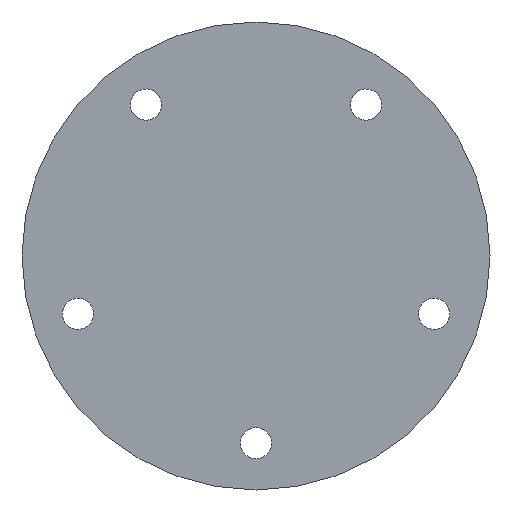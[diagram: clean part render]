
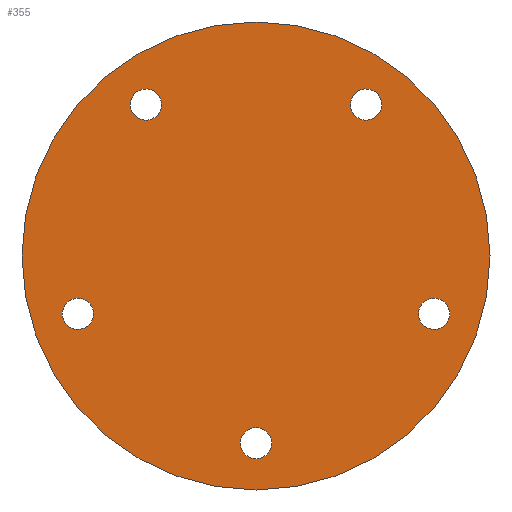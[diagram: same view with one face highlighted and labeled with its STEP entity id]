
A CAD part, left-side view. The second image highlights one B-rep face of the part: STEP entity #355.
In plain terms, the highlighted planar face has unit normal (-1, 0, 0).
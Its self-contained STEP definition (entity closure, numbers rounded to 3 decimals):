
#61=CARTESIAN_POINT('Vertex',(0.,-37.5,0.)) ;
#66=CARTESIAN_POINT('Axis2P3D Location',(0.,0.,0.)) ;
#70=CARTESIAN_POINT('Vertex',(0.,37.5,0.)) ;
#92=CARTESIAN_POINT('Axis2P3D Location',(0.,0.,0.)) ;
#118=CARTESIAN_POINT('Vertex',(0.,-2.5,-30.)) ;
#123=CARTESIAN_POINT('Axis2P3D Location',(0.,0.,-30.)) ;
#127=CARTESIAN_POINT('Vertex',(0.,2.5,-30.)) ;
#149=CARTESIAN_POINT('Axis2P3D Location',(0.,0.,-30.)) ;
#270=CARTESIAN_POINT('Axis2P3D Location',(0.,0.,0.)) ;
#279=CARTESIAN_POINT('Axis2P3D Location',(0.,28.532,-9.271)) ;
#283=CARTESIAN_POINT('Vertex',(0.,29.304,-6.893)) ;
#285=CARTESIAN_POINT('Vertex',(0.,27.759,-11.648)) ;
#288=CARTESIAN_POINT('Axis2P3D Location',(0.,28.532,-9.271)) ;
#301=CARTESIAN_POINT('Axis2P3D Location',(0.,17.634,24.271)) ;
#305=CARTESIAN_POINT('Vertex',(0.,15.611,25.74)) ;
#307=CARTESIAN_POINT('Vertex',(0.,19.656,22.801)) ;
#310=CARTESIAN_POINT('Axis2P3D Location',(0.,17.634,24.271)) ;
#319=CARTESIAN_POINT('Axis2P3D Location',(0.,-17.634,24.271)) ;
#323=CARTESIAN_POINT('Vertex',(0.,-19.656,22.801)) ;
#325=CARTESIAN_POINT('Vertex',(0.,-15.611,25.74)) ;
#328=CARTESIAN_POINT('Axis2P3D Location',(0.,-17.634,24.271)) ;
#337=CARTESIAN_POINT('Axis2P3D Location',(0.,-28.532,-9.271)) ;
#341=CARTESIAN_POINT('Vertex',(0.,-27.759,-11.648)) ;
#343=CARTESIAN_POINT('Vertex',(0.,-29.304,-6.893)) ;
#346=CARTESIAN_POINT('Axis2P3D Location',(0.,-28.532,-9.271)) ;
#67=DIRECTION('Axis2P3D Direction',(1.,0.,0.)) ;
#93=DIRECTION('Axis2P3D Direction',(1.,0.,0.)) ;
#124=DIRECTION('Axis2P3D Direction',(-1.,0.,0.)) ;
#150=DIRECTION('Axis2P3D Direction',(-1.,0.,0.)) ;
#271=DIRECTION('Axis2P3D Direction',(1.,0.,0.)) ;
#272=DIRECTION('Axis2P3D XDirection',(0.,1.,0.)) ;
#280=DIRECTION('Axis2P3D Direction',(1.,0.,0.)) ;
#289=DIRECTION('Axis2P3D Direction',(1.,0.,0.)) ;
#302=DIRECTION('Axis2P3D Direction',(1.,0.,0.)) ;
#311=DIRECTION('Axis2P3D Direction',(1.,0.,0.)) ;
#320=DIRECTION('Axis2P3D Direction',(1.,0.,0.)) ;
#329=DIRECTION('Axis2P3D Direction',(1.,0.,0.)) ;
#338=DIRECTION('Axis2P3D Direction',(1.,0.,0.)) ;
#347=DIRECTION('Axis2P3D Direction',(1.,0.,0.)) ;
#68=AXIS2_PLACEMENT_3D('Circle Axis2P3D',#66,#67,$) ;
#94=AXIS2_PLACEMENT_3D('Circle Axis2P3D',#92,#93,$) ;
#125=AXIS2_PLACEMENT_3D('Circle Axis2P3D',#123,#124,$) ;
#151=AXIS2_PLACEMENT_3D('Circle Axis2P3D',#149,#150,$) ;
#273=AXIS2_PLACEMENT_3D('Plane Axis2P3D',#270,#271,#272) ;
#281=AXIS2_PLACEMENT_3D('Circle Axis2P3D',#279,#280,$) ;
#290=AXIS2_PLACEMENT_3D('Circle Axis2P3D',#288,#289,$) ;
#303=AXIS2_PLACEMENT_3D('Circle Axis2P3D',#301,#302,$) ;
#312=AXIS2_PLACEMENT_3D('Circle Axis2P3D',#310,#311,$) ;
#321=AXIS2_PLACEMENT_3D('Circle Axis2P3D',#319,#320,$) ;
#330=AXIS2_PLACEMENT_3D('Circle Axis2P3D',#328,#329,$) ;
#339=AXIS2_PLACEMENT_3D('Circle Axis2P3D',#337,#338,$) ;
#348=AXIS2_PLACEMENT_3D('Circle Axis2P3D',#346,#347,$) ;
#276=ORIENTED_EDGE('',*,*,#72,.F.) ;
#277=ORIENTED_EDGE('',*,*,#96,.F.) ;
#294=ORIENTED_EDGE('',*,*,#287,.F.) ;
#295=ORIENTED_EDGE('',*,*,#292,.F.) ;
#298=ORIENTED_EDGE('',*,*,#153,.F.) ;
#299=ORIENTED_EDGE('',*,*,#129,.F.) ;
#316=ORIENTED_EDGE('',*,*,#309,.F.) ;
#317=ORIENTED_EDGE('',*,*,#314,.F.) ;
#334=ORIENTED_EDGE('',*,*,#327,.F.) ;
#335=ORIENTED_EDGE('',*,*,#332,.F.) ;
#352=ORIENTED_EDGE('',*,*,#345,.F.) ;
#353=ORIENTED_EDGE('',*,*,#350,.F.) ;
#296=FACE_BOUND('',#293,.T.) ;
#300=FACE_BOUND('',#297,.T.) ;
#318=FACE_BOUND('',#315,.T.) ;
#336=FACE_BOUND('',#333,.T.) ;
#354=FACE_BOUND('',#351,.T.) ;
#355=ADVANCED_FACE('Corps principal',(#278,#296,#300,#318,#336,#354),#274,.F.) ;
#69=CIRCLE('generated circle',#68,37.5) ;
#95=CIRCLE('generated circle',#94,37.5) ;
#126=CIRCLE('generated circle',#125,2.5) ;
#152=CIRCLE('generated circle',#151,2.5) ;
#282=CIRCLE('generated circle',#281,2.5) ;
#291=CIRCLE('generated circle',#290,2.5) ;
#304=CIRCLE('generated circle',#303,2.5) ;
#313=CIRCLE('generated circle',#312,2.5) ;
#322=CIRCLE('generated circle',#321,2.5) ;
#331=CIRCLE('generated circle',#330,2.5) ;
#340=CIRCLE('generated circle',#339,2.5) ;
#349=CIRCLE('generated circle',#348,2.5) ;
#72=EDGE_CURVE('',#62,#71,#69,.T.) ;
#96=EDGE_CURVE('',#71,#62,#95,.T.) ;
#129=EDGE_CURVE('',#119,#128,#126,.T.) ;
#153=EDGE_CURVE('',#128,#119,#152,.T.) ;
#287=EDGE_CURVE('',#284,#286,#282,.F.) ;
#292=EDGE_CURVE('',#286,#284,#291,.F.) ;
#309=EDGE_CURVE('',#306,#308,#304,.F.) ;
#314=EDGE_CURVE('',#308,#306,#313,.F.) ;
#327=EDGE_CURVE('',#324,#326,#322,.F.) ;
#332=EDGE_CURVE('',#326,#324,#331,.F.) ;
#345=EDGE_CURVE('',#342,#344,#340,.F.) ;
#350=EDGE_CURVE('',#344,#342,#349,.F.) ;
#275=EDGE_LOOP('',(#276,#277)) ;
#293=EDGE_LOOP('',(#294,#295)) ;
#297=EDGE_LOOP('',(#298,#299)) ;
#315=EDGE_LOOP('',(#316,#317)) ;
#333=EDGE_LOOP('',(#334,#335)) ;
#351=EDGE_LOOP('',(#352,#353)) ;
#278=FACE_OUTER_BOUND('',#275,.T.) ;
#274=PLANE('Plane',#273) ;
#62=VERTEX_POINT('',#61) ;
#71=VERTEX_POINT('',#70) ;
#119=VERTEX_POINT('',#118) ;
#128=VERTEX_POINT('',#127) ;
#284=VERTEX_POINT('',#283) ;
#286=VERTEX_POINT('',#285) ;
#306=VERTEX_POINT('',#305) ;
#308=VERTEX_POINT('',#307) ;
#324=VERTEX_POINT('',#323) ;
#326=VERTEX_POINT('',#325) ;
#342=VERTEX_POINT('',#341) ;
#344=VERTEX_POINT('',#343) ;
